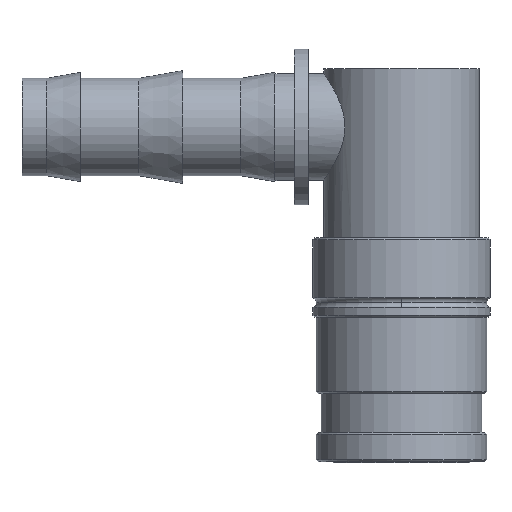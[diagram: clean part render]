
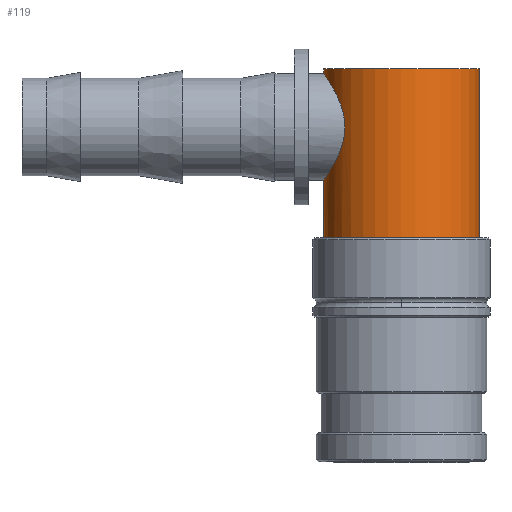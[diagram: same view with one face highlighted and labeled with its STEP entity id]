
A CAD part, top view. The second image highlights one B-rep face of the part: STEP entity #119.
In plain terms, the highlighted cylindrical face has radius 8 mm (diameter 16 mm), a partial arc.
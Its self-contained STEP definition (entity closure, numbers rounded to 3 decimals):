
#119=ADVANCED_FACE('',(#289),#290,.T.);
#289=FACE_OUTER_BOUND('',#516,.T.);
#290=CYLINDRICAL_SURFACE('',#517,8.0);
#516=EDGE_LOOP('',(#801,#802,#803,#804,#805,#806,#807));
#517=AXIS2_PLACEMENT_3D('',#808,#809,#810);
#801=ORIENTED_EDGE('',*,*,#1324,.T.);
#802=ORIENTED_EDGE('',*,*,#1305,.F.);
#803=ORIENTED_EDGE('',*,*,#1325,.T.);
#804=ORIENTED_EDGE('',*,*,#1326,.F.);
#805=ORIENTED_EDGE('',*,*,#1327,.F.);
#806=ORIENTED_EDGE('',*,*,#1328,.T.);
#807=ORIENTED_EDGE('',*,*,#1329,.F.);
#808=CARTESIAN_POINT('',(0.0,30.495,0.0));
#809=DIRECTION('',(-0.0,1.0,0.0));
#810=DIRECTION('',(1.0,0.0,0.0));
#1305=EDGE_CURVE('',#1550,#1549,#1552,.T.);
#1324=EDGE_CURVE('',#1580,#1549,#1581,.T.);
#1325=EDGE_CURVE('',#1550,#1582,#1583,.T.);
#1326=EDGE_CURVE('',#1584,#1582,#1585,.T.);
#1327=EDGE_CURVE('',#1586,#1584,#1587,.T.);
#1328=EDGE_CURVE('',#1586,#1588,#1589,.T.);
#1329=EDGE_CURVE('',#1580,#1588,#1590,.T.);
#1549=VERTEX_POINT('',#1899);
#1550=VERTEX_POINT('',#1900);
#1552=CIRCLE('',#1902,8.0);
#1580=VERTEX_POINT('',#1934);
#1581=LINE('',#1935,#1936);
#1582=VERTEX_POINT('',#1937);
#1583=LINE('',#1938,#1939);
#1584=VERTEX_POINT('',#1940);
#1585=B_SPLINE_CURVE_WITH_KNOTS('',3,(#1941,#1942,#1943,#1944,#1945,#1946,#1947,#1948,#1949,#1950,#1951,#1952,#1953,#1954,#1955,#1956,#1957,#1958),.UNSPECIFIED.,.F.,.F.,(4,2,2,2,2,2,2,2,4),(0.0,1.09,2.18,3.269,4.359,5.435,6.511,7.586,8.662),.UNSPECIFIED.);
#1586=VERTEX_POINT('',#1959);
#1587=B_SPLINE_CURVE_WITH_KNOTS('',3,(#1960,#1961,#1962,#1963,#1964,#1965,#1966,#1967,#1968,#1969,#1970,#1971,#1972,#1973,#1974,#1975,#1976,#1977),.UNSPECIFIED.,.F.,.F.,(4,2,2,2,2,2,2,2,4),(25.986,27.062,28.138,29.214,30.289,31.379,32.469,33.559,34.649),.UNSPECIFIED.);
#1588=VERTEX_POINT('',#1978);
#1589=LINE('',#1979,#1980);
#1590=CIRCLE('',#1981,8.0);
#1899=CARTESIAN_POINT('',(8.0,40.5,0.0));
#1900=CARTESIAN_POINT('',(-8.0,40.5,0.));
#1902=AXIS2_PLACEMENT_3D('',#2346,#2347,#2348);
#1934=CARTESIAN_POINT('',(8.0,23.1,0.));
#1935=CARTESIAN_POINT('',(8.0,30.495,0.));
#1936=VECTOR('',#2380,1.0);
#1937=CARTESIAN_POINT('',(-8.0,40.0,0.));
#1938=CARTESIAN_POINT('',(-8.0,30.495,0.));
#1939=VECTOR('',#2381,1.0);
#1940=CARTESIAN_POINT('',(-5.809,34.5,5.5));
#1941=CARTESIAN_POINT('',(-5.809,34.5,5.5));
#1942=CARTESIAN_POINT('',(-5.809,34.863,5.5));
#1943=CARTESIAN_POINT('',(-5.845,35.231,5.464));
#1944=CARTESIAN_POINT('',(-5.978,35.952,5.318));
#1945=CARTESIAN_POINT('',(-6.075,36.305,5.208));
#1946=CARTESIAN_POINT('',(-6.307,36.975,4.925));
#1947=CARTESIAN_POINT('',(-6.441,37.293,4.751));
#1948=CARTESIAN_POINT('',(-6.717,37.881,4.353));
#1949=CARTESIAN_POINT('',(-6.858,38.15,4.128));
#1950=CARTESIAN_POINT('',(-7.122,38.625,3.653));
#1951=CARTESIAN_POINT('',(-7.255,38.849,3.386));
#1952=CARTESIAN_POINT('',(-7.502,39.248,2.798));
#1953=CARTESIAN_POINT('',(-7.615,39.424,2.478));
#1954=CARTESIAN_POINT('',(-7.802,39.709,1.803));
#1955=CARTESIAN_POINT('',(-7.876,39.819,1.448));
#1956=CARTESIAN_POINT('',(-7.975,39.964,0.726));
#1957=CARTESIAN_POINT('',(-8.0,40.0,0.359));
#1958=CARTESIAN_POINT('',(-8.0,40.0,0.));
#1959=CARTESIAN_POINT('',(-8.0,29.0,0.));
#1960=CARTESIAN_POINT('',(-8.0,29.0,0.));
#1961=CARTESIAN_POINT('',(-8.0,29.0,0.359));
#1962=CARTESIAN_POINT('',(-7.975,29.036,0.726));
#1963=CARTESIAN_POINT('',(-7.876,29.181,1.448));
#1964=CARTESIAN_POINT('',(-7.802,29.291,1.803));
#1965=CARTESIAN_POINT('',(-7.615,29.576,2.478));
#1966=CARTESIAN_POINT('',(-7.502,29.752,2.798));
#1967=CARTESIAN_POINT('',(-7.255,30.151,3.386));
#1968=CARTESIAN_POINT('',(-7.122,30.375,3.653));
#1969=CARTESIAN_POINT('',(-6.858,30.85,4.128));
#1970=CARTESIAN_POINT('',(-6.717,31.119,4.353));
#1971=CARTESIAN_POINT('',(-6.441,31.707,4.751));
#1972=CARTESIAN_POINT('',(-6.307,32.025,4.925));
#1973=CARTESIAN_POINT('',(-6.075,32.695,5.208));
#1974=CARTESIAN_POINT('',(-5.978,33.048,5.318));
#1975=CARTESIAN_POINT('',(-5.845,33.769,5.464));
#1976=CARTESIAN_POINT('',(-5.809,34.137,5.5));
#1977=CARTESIAN_POINT('',(-5.809,34.5,5.5));
#1978=CARTESIAN_POINT('',(-8.0,23.1,0.));
#1979=CARTESIAN_POINT('',(-8.0,30.495,0.));
#1980=VECTOR('',#2382,1.0);
#1981=AXIS2_PLACEMENT_3D('',#2383,#2384,#2385);
#2346=CARTESIAN_POINT('',(0.0,40.5,0.0));
#2347=DIRECTION('',(-0.0,1.0,0.0));
#2348=DIRECTION('',(1.0,0.0,0.0));
#2380=DIRECTION('',(0.0,1.0,0.0));
#2381=DIRECTION('',(-0.0,-1.0,-0.0));
#2382=DIRECTION('',(-0.0,-1.0,-0.0));
#2383=CARTESIAN_POINT('',(0.0,23.1,0.0));
#2384=DIRECTION('',(0.,-1.0,-0.0));
#2385=DIRECTION('',(1.0,0.,0.0));
